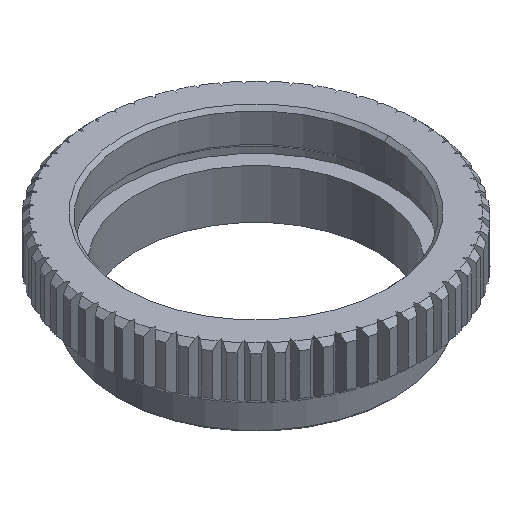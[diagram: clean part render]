
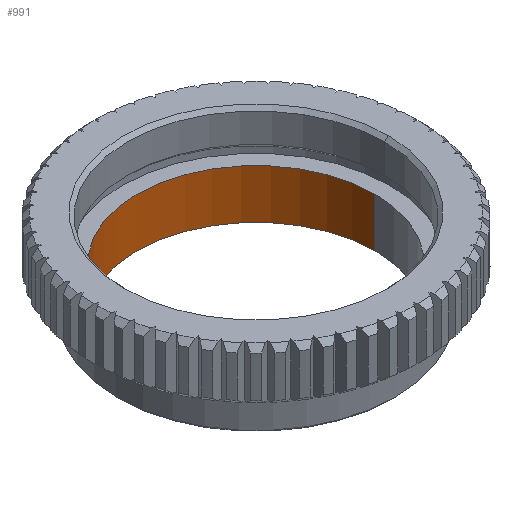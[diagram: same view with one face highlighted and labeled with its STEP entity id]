
A CAD part, isometric view. The second image highlights one B-rep face of the part: STEP entity #991.
In plain terms, the highlighted cylindrical face has radius 11.5 mm (diameter 23 mm), a partial arc.
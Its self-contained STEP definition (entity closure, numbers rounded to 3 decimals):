
#27 = DIRECTION ( 'NONE',  ( 1., 0., 0. ) ) ;
#30 = DIRECTION ( 'NONE',  ( 0., 0., 1. ) ) ;
#32 = CARTESIAN_POINT ( 'NONE',  ( 0., 0., 0. ) ) ;
#142 = DIRECTION ( 'NONE',  ( 0., 0., -1. ) ) ;
#143 = CARTESIAN_POINT ( 'NONE',  ( -11.5, 0., 0. ) ) ;
#158 = DIRECTION ( 'NONE',  ( 0., 0., 1. ) ) ;
#160 = CARTESIAN_POINT ( 'NONE',  ( 11.5, 0., 0. ) ) ;
#165 = DIRECTION ( 'NONE',  ( 1., 0., 0. ) ) ;
#167 = DIRECTION ( 'NONE',  ( 0., 0., -1. ) ) ;
#168 = CARTESIAN_POINT ( 'NONE',  ( 0., 0., 4.75 ) ) ;
#991 = ADVANCED_FACE ( 'NONE', ( #10422 ), #10425, .F. ) ;
#1718 = EDGE_CURVE ( 'NONE', #4322, #4323, #6263, .T. ) ;
#1742 = EDGE_CURVE ( 'NONE', #4309, #4308, #6007, .T. ) ;
#1744 = EDGE_CURVE ( 'NONE', #4322, #4308, #10513, .T. ) ;
#1747 = EDGE_CURVE ( 'NONE', #4309, #4323, #10514, .T. ) ;
#2418 = EDGE_LOOP ( 'NONE', ( #9101, #9104, #9103, #9105 ) ) ;
#4093 = CARTESIAN_POINT ( 'NONE',  ( 11.5, 0., 4.75 ) ) ;
#4182 = CARTESIAN_POINT ( 'NONE',  ( -11.5, 0., 4.75 ) ) ;
#4308 = VERTEX_POINT ( 'NONE', #4093 ) ;
#4309 = VERTEX_POINT ( 'NONE', #4182 ) ;
#4322 = VERTEX_POINT ( 'NONE', #7194 ) ;
#4323 = VERTEX_POINT ( 'NONE', #7195 ) ;
#5043 = DIRECTION ( 'NONE',  ( 1., 0., 0. ) ) ;
#5044 = DIRECTION ( 'NONE',  ( 0., 0., 1. ) ) ;
#5045 = CARTESIAN_POINT ( 'NONE',  ( 0., 0., 0. ) ) ;
#5774 = VECTOR ( 'NONE', #142, 1000. ) ;
#5786 = VECTOR ( 'NONE', #158, 1000. ) ;
#5801 = AXIS2_PLACEMENT_3D ( 'NONE', #168, #167, #165 ) ;
#6007 = CIRCLE ( 'NONE', #5801, 11.5 ) ;
#6256 = AXIS2_PLACEMENT_3D ( 'NONE', #32, #30, #27 ) ;
#6263 = CIRCLE ( 'NONE', #6256, 11.5 ) ;
#6416 = AXIS2_PLACEMENT_3D ( 'NONE', #5045, #5044, #5043 ) ;
#7194 = CARTESIAN_POINT ( 'NONE',  ( 11.5, 0., 0. ) ) ;
#7195 = CARTESIAN_POINT ( 'NONE',  ( -11.5, 0., 0. ) ) ;
#9101 = ORIENTED_EDGE ( 'NONE', *, *, #1742, .F. ) ;
#9103 = ORIENTED_EDGE ( 'NONE', *, *, #1718, .F. ) ;
#9104 = ORIENTED_EDGE ( 'NONE', *, *, #1747, .T. ) ;
#9105 = ORIENTED_EDGE ( 'NONE', *, *, #1744, .T. ) ;
#10422 = FACE_OUTER_BOUND ( 'NONE', #2418, .T. ) ;
#10425 = CYLINDRICAL_SURFACE ( 'NONE', #6416, 11.5 ) ;
#10513 = LINE ( 'NONE', #160, #5786 ) ;
#10514 = LINE ( 'NONE', #143, #5774 ) ;
